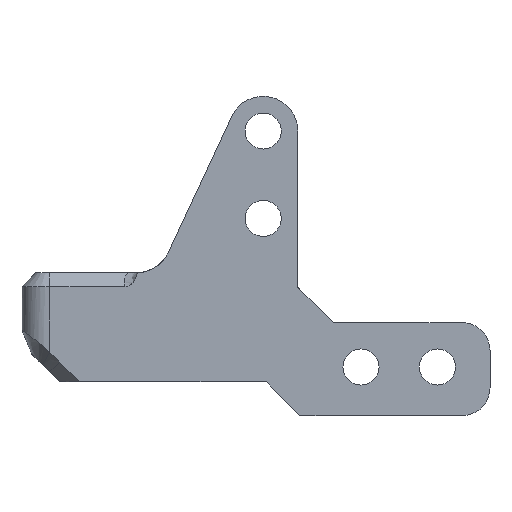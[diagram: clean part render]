
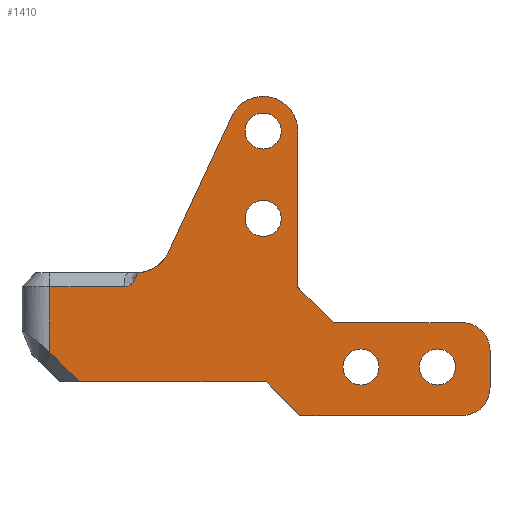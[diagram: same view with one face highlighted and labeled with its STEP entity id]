
A CAD part, front view. The second image highlights one B-rep face of the part: STEP entity #1410.
In plain terms, the highlighted planar face has unit normal (0, -1, 0).
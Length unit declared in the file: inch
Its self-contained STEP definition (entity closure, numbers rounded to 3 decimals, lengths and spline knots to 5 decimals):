
#114=FACE_BOUND('',#327,.T.);
#115=FACE_BOUND('',#328,.T.);
#116=FACE_BOUND('',#329,.T.);
#117=FACE_BOUND('',#330,.T.);
#148=B_SPLINE_CURVE_WITH_KNOTS('',3,(#2245,#2246,#2247,#2248),
 .UNSPECIFIED.,.F.,.F.,(4,4),(-1.5708,-1.22379),
 .UNSPECIFIED.);
#150=B_SPLINE_CURVE_WITH_KNOTS('',3,(#2305,#2306,#2307,#2308,#2309,#2310,
#2311,#2312,#2313,#2314),.UNSPECIFIED.,.F.,.F.,(4,2,2,2,4),(0.,0.03561,
0.06924,0.10876,0.18801),.UNSPECIFIED.);
#164=CIRCLE('',#1507,0.1);
#165=CIRCLE('',#1508,0.1);
#166=CIRCLE('',#1509,0.125);
#167=CIRCLE('',#1510,0.125);
#168=CIRCLE('',#1511,0.06496);
#169=CIRCLE('',#1512,0.06496);
#170=CIRCLE('',#1513,0.065);
#171=CIRCLE('',#1514,0.065);
#251=FACE_OUTER_BOUND('',#326,.T.);
#326=EDGE_LOOP('',(#1030,#1031,#1032,#1033,#1034,#1035,#1036,#1037,#1038,
#1039,#1040,#1041,#1042,#1043,#1044,#1045,#1046));
#327=EDGE_LOOP('',(#1047));
#328=EDGE_LOOP('',(#1048));
#329=EDGE_LOOP('',(#1049));
#330=EDGE_LOOP('',(#1050));
#413=LINE('',#2225,#538);
#425=LINE('',#2277,#550);
#426=LINE('',#2281,#551);
#427=LINE('',#2283,#552);
#428=LINE('',#2285,#553);
#429=LINE('',#2289,#554);
#430=LINE('',#2293,#555);
#431=LINE('',#2295,#556);
#432=LINE('',#2297,#557);
#433=LINE('',#2301,#558);
#434=LINE('',#2315,#559);
#538=VECTOR('',#1680,0.3937);
#550=VECTOR('',#1708,0.3937);
#551=VECTOR('',#1713,0.3937);
#552=VECTOR('',#1714,0.3937);
#553=VECTOR('',#1715,0.3937);
#554=VECTOR('',#1718,0.3937);
#555=VECTOR('',#1721,0.3937);
#556=VECTOR('',#1722,0.3937);
#557=VECTOR('',#1723,0.3937);
#558=VECTOR('',#1726,0.3937);
#559=VECTOR('',#1729,0.3937);
#662=VERTEX_POINT('',#2182);
#664=VERTEX_POINT('',#2222);
#665=VERTEX_POINT('',#2224);
#673=VERTEX_POINT('',#2276);
#674=VERTEX_POINT('',#2280);
#675=VERTEX_POINT('',#2282);
#676=VERTEX_POINT('',#2284);
#677=VERTEX_POINT('',#2286);
#678=VERTEX_POINT('',#2288);
#679=VERTEX_POINT('',#2290);
#680=VERTEX_POINT('',#2292);
#681=VERTEX_POINT('',#2294);
#682=VERTEX_POINT('',#2296);
#683=VERTEX_POINT('',#2298);
#684=VERTEX_POINT('',#2300);
#685=VERTEX_POINT('',#2302);
#686=VERTEX_POINT('',#2304);
#687=VERTEX_POINT('',#2316);
#688=VERTEX_POINT('',#2318);
#689=VERTEX_POINT('',#2320);
#690=VERTEX_POINT('',#2322);
#795=EDGE_CURVE('',#664,#665,#413,.T.);
#798=EDGE_CURVE('',#665,#662,#148,.T.);
#811=EDGE_CURVE('',#662,#673,#425,.T.);
#813=EDGE_CURVE('',#674,#664,#426,.T.);
#814=EDGE_CURVE('',#675,#674,#427,.T.);
#815=EDGE_CURVE('',#676,#675,#428,.T.);
#816=EDGE_CURVE('',#677,#676,#164,.T.);
#817=EDGE_CURVE('',#678,#677,#429,.T.);
#818=EDGE_CURVE('',#679,#678,#165,.T.);
#819=EDGE_CURVE('',#680,#679,#430,.T.);
#820=EDGE_CURVE('',#681,#680,#431,.T.);
#821=EDGE_CURVE('',#682,#681,#432,.T.);
#822=EDGE_CURVE('',#683,#682,#166,.T.);
#823=EDGE_CURVE('',#684,#683,#433,.T.);
#824=EDGE_CURVE('',#685,#684,#167,.T.);
#825=EDGE_CURVE('',#686,#685,#150,.T.);
#826=EDGE_CURVE('',#673,#686,#434,.T.);
#827=EDGE_CURVE('',#687,#687,#168,.T.);
#828=EDGE_CURVE('',#688,#688,#169,.T.);
#829=EDGE_CURVE('',#689,#689,#170,.T.);
#830=EDGE_CURVE('',#690,#690,#171,.T.);
#1030=ORIENTED_EDGE('',*,*,#798,.F.);
#1031=ORIENTED_EDGE('',*,*,#795,.F.);
#1032=ORIENTED_EDGE('',*,*,#813,.F.);
#1033=ORIENTED_EDGE('',*,*,#814,.F.);
#1034=ORIENTED_EDGE('',*,*,#815,.F.);
#1035=ORIENTED_EDGE('',*,*,#816,.F.);
#1036=ORIENTED_EDGE('',*,*,#817,.F.);
#1037=ORIENTED_EDGE('',*,*,#818,.F.);
#1038=ORIENTED_EDGE('',*,*,#819,.F.);
#1039=ORIENTED_EDGE('',*,*,#820,.F.);
#1040=ORIENTED_EDGE('',*,*,#821,.F.);
#1041=ORIENTED_EDGE('',*,*,#822,.F.);
#1042=ORIENTED_EDGE('',*,*,#823,.F.);
#1043=ORIENTED_EDGE('',*,*,#824,.F.);
#1044=ORIENTED_EDGE('',*,*,#825,.F.);
#1045=ORIENTED_EDGE('',*,*,#826,.F.);
#1046=ORIENTED_EDGE('',*,*,#811,.F.);
#1047=ORIENTED_EDGE('',*,*,#827,.F.);
#1048=ORIENTED_EDGE('',*,*,#828,.F.);
#1049=ORIENTED_EDGE('',*,*,#829,.F.);
#1050=ORIENTED_EDGE('',*,*,#830,.F.);
#1362=PLANE('',#1506);
#1410=ADVANCED_FACE('',(#251,#114,#115,#116,#117),#1362,.F.);
#1506=AXIS2_PLACEMENT_3D('',#2279,#1711,#1712);
#1507=AXIS2_PLACEMENT_3D('',#2287,#1716,#1717);
#1508=AXIS2_PLACEMENT_3D('',#2291,#1719,#1720);
#1509=AXIS2_PLACEMENT_3D('',#2299,#1724,#1725);
#1510=AXIS2_PLACEMENT_3D('',#2303,#1727,#1728);
#1511=AXIS2_PLACEMENT_3D('',#2317,#1730,#1731);
#1512=AXIS2_PLACEMENT_3D('',#2319,#1732,#1733);
#1513=AXIS2_PLACEMENT_3D('',#2321,#1734,#1735);
#1514=AXIS2_PLACEMENT_3D('',#2323,#1736,#1737);
#1680=DIRECTION('',(-0.707,0.,0.707));
#1708=DIRECTION('',(0.,0.,1.));
#1711=DIRECTION('center_axis',(0.,1.,0.));
#1712=DIRECTION('ref_axis',(0.,0.,1.));
#1713=DIRECTION('',(-1.,0.,0.));
#1714=DIRECTION('',(-0.707,0.,0.707));
#1715=DIRECTION('',(-1.,0.,0.));
#1716=DIRECTION('center_axis',(0.,1.,0.));
#1717=DIRECTION('ref_axis',(0.707,0.,-0.707));
#1718=DIRECTION('',(0.,0.,-1.));
#1719=DIRECTION('center_axis',(0.,1.,0.));
#1720=DIRECTION('ref_axis',(0.707,0.,0.707));
#1721=DIRECTION('',(1.,0.,0.));
#1722=DIRECTION('',(0.707,0.,-0.707));
#1723=DIRECTION('',(0.,0.,-1.));
#1724=DIRECTION('center_axis',(0.,1.,0.));
#1725=DIRECTION('ref_axis',(-0.906,0.,0.423));
#1726=DIRECTION('',(0.423,0.,0.906));
#1727=DIRECTION('center_axis',(0.,-1.,0.));
#1728=DIRECTION('ref_axis',(0.537,0.,-0.843));
#1729=DIRECTION('',(1.,0.,0.));
#1730=DIRECTION('center_axis',(0.,-1.,0.));
#1731=DIRECTION('ref_axis',(1.,0.,0.));
#1732=DIRECTION('center_axis',(0.,-1.,0.));
#1733=DIRECTION('ref_axis',(1.,0.,0.));
#1734=DIRECTION('center_axis',(0.,-1.,0.));
#1735=DIRECTION('ref_axis',(1.,0.,0.));
#1736=DIRECTION('center_axis',(0.,-1.,0.));
#1737=DIRECTION('ref_axis',(1.,0.,0.));
#2182=CARTESIAN_POINT('',(-1.12165,0.,0.05267));
#2222=CARTESIAN_POINT('',(-1.01474,0.,-0.0537));
#2224=CARTESIAN_POINT('',(-1.0863,0.,0.01786));
#2225=CARTESIAN_POINT('',(-0.90737,0.,-0.16108));
#2245=CARTESIAN_POINT('Ctrl Pts',(-1.0863,0.,0.01786));
#2246=CARTESIAN_POINT('Ctrl Pts',(-1.09787,0.,0.02942));
#2247=CARTESIAN_POINT('Ctrl Pts',(-1.10931,0.,0.04106));
#2248=CARTESIAN_POINT('Ctrl Pts',(-1.12165,0.,0.05267));
#2276=CARTESIAN_POINT('',(-1.12165,0.,0.29));
#2277=CARTESIAN_POINT('',(-1.12165,0.,0.0825));
#2279=CARTESIAN_POINT('Origin',(-0.37833,0.,0.0825));
#2280=CARTESIAN_POINT('',(-0.34115,0.,-0.0537));
#2281=CARTESIAN_POINT('',(-0.34115,0.,-0.0537));
#2282=CARTESIAN_POINT('',(-0.21985,0.,-0.175));
#2283=CARTESIAN_POINT('',(-0.21985,0.,-0.175));
#2284=CARTESIAN_POINT('',(0.365,0.,-0.175));
#2285=CARTESIAN_POINT('',(0.465,0.,-0.175));
#2286=CARTESIAN_POINT('',(0.465,0.,-0.075));
#2287=CARTESIAN_POINT('Origin',(0.365,0.,-0.075));
#2288=CARTESIAN_POINT('',(0.465,0.,0.06));
#2289=CARTESIAN_POINT('',(0.465,0.,0.16));
#2290=CARTESIAN_POINT('',(0.365,0.,0.16));
#2291=CARTESIAN_POINT('Origin',(0.365,0.,0.06));
#2292=CARTESIAN_POINT('',(-0.09991,0.,0.16));
#2293=CARTESIAN_POINT('',(-0.09991,0.,0.16));
#2294=CARTESIAN_POINT('',(-0.22736,0.,0.28746));
#2295=CARTESIAN_POINT('',(-0.27991,0.,0.34));
#2296=CARTESIAN_POINT('',(-0.22736,0.,0.85039));
#2297=CARTESIAN_POINT('',(-0.22736,0.,0.85039));
#2298=CARTESIAN_POINT('',(-0.46565,0.,0.90322));
#2299=CARTESIAN_POINT('Origin',(-0.35236,0.,0.85039));
#2300=CARTESIAN_POINT('',(-0.69463,0.,0.41217));
#2301=CARTESIAN_POINT('',(-0.72828,0.,0.34));
#2302=CARTESIAN_POINT('',(-0.8038,0.,0.34007));
#2303=CARTESIAN_POINT('Origin',(-0.80792,0.,0.465));
#2304=CARTESIAN_POINT('',(-0.85159,0.,0.29));
#2305=CARTESIAN_POINT('Ctrl Pts',(-0.85159,0.,
0.29));
#2306=CARTESIAN_POINT('Ctrl Pts',(-0.84691,0.,
0.29));
#2307=CARTESIAN_POINT('Ctrl Pts',(-0.84233,0.,
0.29088));
#2308=CARTESIAN_POINT('Ctrl Pts',(-0.83393,0.,
0.2944));
#2309=CARTESIAN_POINT('Ctrl Pts',(-0.8303,0.,
0.29683));
#2310=CARTESIAN_POINT('Ctrl Pts',(-0.82322,0.,
0.30338));
#2311=CARTESIAN_POINT('Ctrl Pts',(-0.82005,0.,
0.30759));
#2312=CARTESIAN_POINT('Ctrl Pts',(-0.81186,0.,
0.32091));
#2313=CARTESIAN_POINT('Ctrl Pts',(-0.80777,0.,
0.3313));
#2314=CARTESIAN_POINT('Ctrl Pts',(-0.8038,0.,
0.34007));
#2315=CARTESIAN_POINT('',(-0.79999,0.,0.29));
#2316=CARTESIAN_POINT('',(-0.41732,0.,0.85039));
#2317=CARTESIAN_POINT('Origin',(-0.35236,0.,0.85039));
#2318=CARTESIAN_POINT('',(-0.41732,0.,0.53543));
#2319=CARTESIAN_POINT('Origin',(-0.35236,0.,0.53543));
#2320=CARTESIAN_POINT('',(0.21059,0.,0.));
#2321=CARTESIAN_POINT('Origin',(0.27559,0.,0.));
#2322=CARTESIAN_POINT('',(-0.065,0.,0.));
#2323=CARTESIAN_POINT('Origin',(0.,0.,0.));
